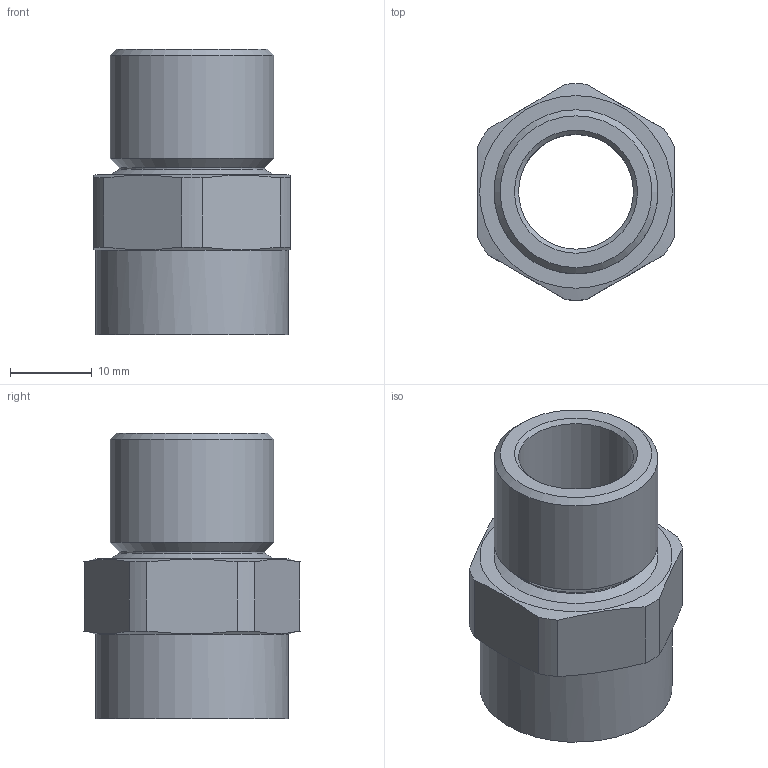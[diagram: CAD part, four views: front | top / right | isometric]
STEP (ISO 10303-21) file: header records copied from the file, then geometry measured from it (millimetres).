
FILE_DESCRIPTION (( 'STEP AP203' ), '1' );
FILE_NAME ('737DM2M2.STEP', '2017-03-09T13:16:18', ( '' ), ( '' ), 'SwSTEP 2.0', 'SolidWorks 2014', '' );
FILE_SCHEMA (( 'CONFIG_CONTROL_DESIGN' ));
Length unit declared in the file: millimetre
Products named in the file (1): 737DM2M2
Bounding box: 24 x 26.39 x 34.8 mm (x, y, z)
Volume: 6384.9 mm3; surface area: 4941 mm2
Topology: 1 solids, 1 shells, 30 faces, 72 edges, 46 vertices
Faces by surface type: cylinder 12, plane 10, cone 8
Full cylindrical faces by diameter (mm): 14 x1, 17.718 x1, 18.5 x1, 20 x2, 23.5 x1
Entity records: 879 total; most frequent: CARTESIAN_POINT 185, DIRECTION 132, ORIENTED_EDGE 106, AXIS2_PLACEMENT_3D 60, EDGE_CURVE 53, EDGE_LOOP 48, VERTEX_POINT 41, FACE_OUTER_BOUND 36
